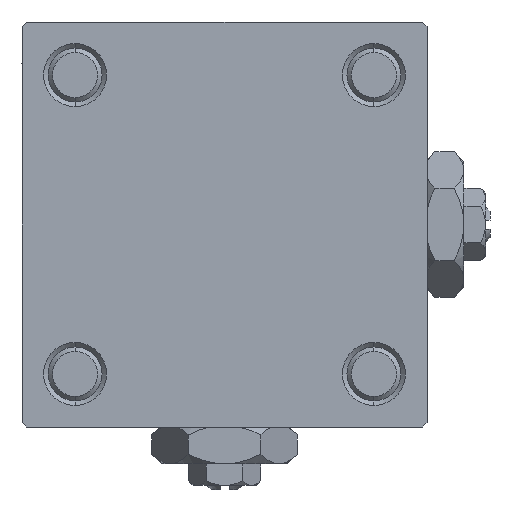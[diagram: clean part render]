
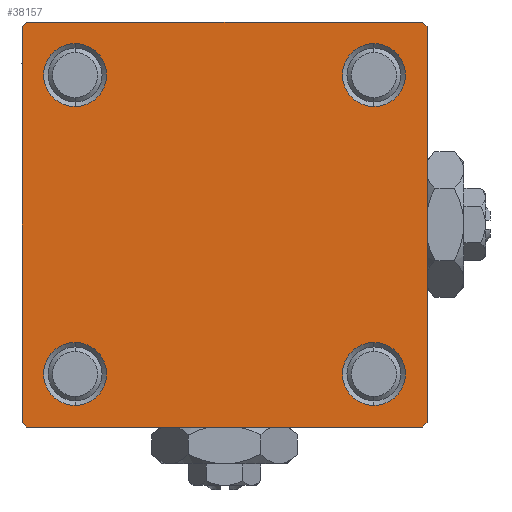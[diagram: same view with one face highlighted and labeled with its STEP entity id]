
A CAD part, left-side view. The second image highlights one B-rep face of the part: STEP entity #38157.
In plain terms, the highlighted planar face has unit normal (-1, 0, 0).
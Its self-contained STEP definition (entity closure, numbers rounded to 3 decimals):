
#16 = CARTESIAN_POINT ( 'NONE',  ( 0., -22., 22.5 ) ) ;
#72 = LINE ( 'NONE', #36552, #29389 ) ;
#180 = DIRECTION ( 'NONE',  ( -1., 0., 0. ) ) ;
#210 = CIRCLE ( 'NONE', #36505, 3.5 ) ;
#632 = AXIS2_PLACEMENT_3D ( 'NONE', #29166, #45324, #45065 ) ;
#1038 = EDGE_LOOP ( 'NONE', ( #8606, #38914, #38726, #8585, #18859, #50607, #6796, #32899 ) ) ;
#1085 = EDGE_CURVE ( 'NONE', #46774, #8761, #7137, .T. ) ;
#1416 = AXIS2_PLACEMENT_3D ( 'NONE', #16037, #180, #44857 ) ;
#1659 = CARTESIAN_POINT ( 'NONE',  ( 0., -16.6, -13.1 ) ) ;
#2107 = EDGE_CURVE ( 'NONE', #28341, #45629, #43638, .T. ) ;
#2925 = CARTESIAN_POINT ( 'NONE',  ( 0., -22.25, -22.25 ) ) ;
#3137 = VERTEX_POINT ( 'NONE', #7156 ) ;
#3506 = DIRECTION ( 'NONE',  ( 0., 0., -1. ) ) ;
#3515 = DIRECTION ( 'NONE',  ( 0., 0., 1. ) ) ;
#3835 = DIRECTION ( 'NONE',  ( 1., 0., 0. ) ) ;
#3878 = FACE_BOUND ( 'NONE', #20753, .T. ) ;
#4080 = CIRCLE ( 'NONE', #31934, 3.5 ) ;
#4141 = VERTEX_POINT ( 'NONE', #38188 ) ;
#4579 = CARTESIAN_POINT ( 'NONE',  ( 0., -22., -22.5 ) ) ;
#5550 = CARTESIAN_POINT ( 'NONE',  ( 0., -16.6, -20.1 ) ) ;
#6304 = ORIENTED_EDGE ( 'NONE', *, *, #49009, .T. ) ;
#6639 = EDGE_CURVE ( 'NONE', #3137, #48517, #42843, .T. ) ;
#6674 = CARTESIAN_POINT ( 'NONE',  ( 0., -22.25, 22.25 ) ) ;
#6796 = ORIENTED_EDGE ( 'NONE', *, *, #7475, .F. ) ;
#7137 = LINE ( 'NONE', #22988, #45287 ) ;
#7156 = CARTESIAN_POINT ( 'NONE',  ( 0., 16.6, 13.1 ) ) ;
#7475 = EDGE_CURVE ( 'NONE', #4141, #12046, #20356, .T. ) ;
#8369 = FACE_OUTER_BOUND ( 'NONE', #1038, .T. ) ;
#8585 = ORIENTED_EDGE ( 'NONE', *, *, #2107, .T. ) ;
#8606 = ORIENTED_EDGE ( 'NONE', *, *, #13146, .T. ) ;
#8761 = VERTEX_POINT ( 'NONE', #32342 ) ;
#9301 = DIRECTION ( 'NONE',  ( 0., 0., 1. ) ) ;
#9397 = VERTEX_POINT ( 'NONE', #45180 ) ;
#10382 = DIRECTION ( 'NONE',  ( 0., 0.707, 0.707 ) ) ;
#10872 = EDGE_CURVE ( 'NONE', #26676, #36715, #52131, .T. ) ;
#11453 = LINE ( 'NONE', #39743, #49790 ) ;
#11517 = CARTESIAN_POINT ( 'NONE',  ( 0., 16.6, -20.1 ) ) ;
#11580 = LINE ( 'NONE', #22938, #28000 ) ;
#11896 = CARTESIAN_POINT ( 'NONE',  ( 0., -16.6, 16.6 ) ) ;
#12046 = VERTEX_POINT ( 'NONE', #16 ) ;
#12296 = CARTESIAN_POINT ( 'NONE',  ( 0., 16.6, 16.6 ) ) ;
#13146 = EDGE_CURVE ( 'NONE', #51737, #46774, #72, .T. ) ;
#13255 = EDGE_CURVE ( 'NONE', #9397, #33264, #4080, .T. ) ;
#13886 = CARTESIAN_POINT ( 'NONE',  ( 0., 16.6, -16.6 ) ) ;
#13949 = CIRCLE ( 'NONE', #41787, 3.5 ) ;
#14051 = VERTEX_POINT ( 'NONE', #45223 ) ;
#14541 = CARTESIAN_POINT ( 'NONE',  ( 0., 22.5, -22. ) ) ;
#15781 = VECTOR ( 'NONE', #39671, 1000. ) ;
#16037 = CARTESIAN_POINT ( 'NONE',  ( 0., 0., 0. ) ) ;
#16456 = EDGE_CURVE ( 'NONE', #14051, #45629, #11453, .T. ) ;
#16645 = AXIS2_PLACEMENT_3D ( 'NONE', #34994, #35511, #3515 ) ;
#17103 = CIRCLE ( 'NONE', #50883, 3.5 ) ;
#17231 = CARTESIAN_POINT ( 'NONE',  ( 0., -16.6, 16.6 ) ) ;
#18103 = EDGE_CURVE ( 'NONE', #48517, #3137, #52276, .T. ) ;
#18859 = ORIENTED_EDGE ( 'NONE', *, *, #16456, .F. ) ;
#19430 = DIRECTION ( 'NONE',  ( 0., 0., 1. ) ) ;
#19995 = FACE_BOUND ( 'NONE', #44991, .T. ) ;
#20356 = LINE ( 'NONE', #36501, #28506 ) ;
#20490 = DIRECTION ( 'NONE',  ( 1., 0., 0. ) ) ;
#20747 = CARTESIAN_POINT ( 'NONE',  ( 0., -16.6, -16.6 ) ) ;
#20753 = EDGE_LOOP ( 'NONE', ( #22936, #42099 ) ) ;
#22936 = ORIENTED_EDGE ( 'NONE', *, *, #13255, .T. ) ;
#22938 = CARTESIAN_POINT ( 'NONE',  ( 0., 22.5, -22.5 ) ) ;
#22988 = CARTESIAN_POINT ( 'NONE',  ( 0., 22.25, -22.25 ) ) ;
#23092 = AXIS2_PLACEMENT_3D ( 'NONE', #11896, #43898, #40904 ) ;
#24057 = VECTOR ( 'NONE', #48789, 1000. ) ;
#24473 = PLANE ( 'NONE',  #1416 ) ;
#24836 = DIRECTION ( 'NONE',  ( 0., -1., 0. ) ) ;
#25346 = AXIS2_PLACEMENT_3D ( 'NONE', #12296, #3835, #19430 ) ;
#26537 = DIRECTION ( 'NONE',  ( 1., 0., 0. ) ) ;
#26556 = ORIENTED_EDGE ( 'NONE', *, *, #35360, .T. ) ;
#26676 = VERTEX_POINT ( 'NONE', #5550 ) ;
#26775 = EDGE_LOOP ( 'NONE', ( #45018, #46957 ) ) ;
#28000 = VECTOR ( 'NONE', #35111, 1000. ) ;
#28341 = VERTEX_POINT ( 'NONE', #4579 ) ;
#28446 = FACE_BOUND ( 'NONE', #52022, .T. ) ;
#28506 = VECTOR ( 'NONE', #24836, 1000. ) ;
#28574 = EDGE_CURVE ( 'NONE', #14051, #12046, #50823, .T. ) ;
#28676 = DIRECTION ( 'NONE',  ( 0., 0., 1. ) ) ;
#29166 = CARTESIAN_POINT ( 'NONE',  ( 0., 16.6, 16.6 ) ) ;
#29184 = DIRECTION ( 'NONE',  ( 0., 0., 1. ) ) ;
#29389 = VECTOR ( 'NONE', #48454, 1000. ) ;
#29807 = VECTOR ( 'NONE', #10382, 1000. ) ;
#31176 = DIRECTION ( 'NONE',  ( 0., -0.707, -0.707 ) ) ;
#31934 = AXIS2_PLACEMENT_3D ( 'NONE', #17231, #45536, #9301 ) ;
#32291 = EDGE_CURVE ( 'NONE', #33264, #9397, #36609, .T. ) ;
#32316 = ORIENTED_EDGE ( 'NONE', *, *, #45562, .T. ) ;
#32342 = CARTESIAN_POINT ( 'NONE',  ( 0., 22., -22.5 ) ) ;
#32657 = LINE ( 'NONE', #44061, #24057 ) ;
#32899 = ORIENTED_EDGE ( 'NONE', *, *, #36343, .T. ) ;
#33264 = VERTEX_POINT ( 'NONE', #42804 ) ;
#34994 = CARTESIAN_POINT ( 'NONE',  ( 0., -16.6, -16.6 ) ) ;
#35111 = DIRECTION ( 'NONE',  ( 0., -1., 0. ) ) ;
#35360 = EDGE_CURVE ( 'NONE', #50947, #40035, #13949, .T. ) ;
#35511 = DIRECTION ( 'NONE',  ( 1., 0., 0. ) ) ;
#36320 = CARTESIAN_POINT ( 'NONE',  ( 0., 22.5, 22. ) ) ;
#36343 = EDGE_CURVE ( 'NONE', #4141, #51737, #32657, .T. ) ;
#36501 = CARTESIAN_POINT ( 'NONE',  ( 0., 22.5, 22.5 ) ) ;
#36505 = AXIS2_PLACEMENT_3D ( 'NONE', #20747, #20490, #28676 ) ;
#36552 = CARTESIAN_POINT ( 'NONE',  ( 0., 22.5, 22.5 ) ) ;
#36609 = CIRCLE ( 'NONE', #23092, 3.5 ) ;
#36715 = VERTEX_POINT ( 'NONE', #1659 ) ;
#38157 = ADVANCED_FACE ( 'NONE', ( #3878, #19995, #28446, #40630, #8369 ), #24473, .T. ) ;
#38188 = CARTESIAN_POINT ( 'NONE',  ( 0., 22., 22.5 ) ) ;
#38206 = DIRECTION ( 'NONE',  ( 0., 0., 1. ) ) ;
#38726 = ORIENTED_EDGE ( 'NONE', *, *, #47830, .T. ) ;
#38914 = ORIENTED_EDGE ( 'NONE', *, *, #1085, .T. ) ;
#39671 = DIRECTION ( 'NONE',  ( 0., -0.707, 0.707 ) ) ;
#39743 = CARTESIAN_POINT ( 'NONE',  ( 0., -22.5, 22.5 ) ) ;
#40035 = VERTEX_POINT ( 'NONE', #11517 ) ;
#40044 = CARTESIAN_POINT ( 'NONE',  ( 0., 16.6, -13.1 ) ) ;
#40630 = FACE_BOUND ( 'NONE', #26775, .T. ) ;
#40904 = DIRECTION ( 'NONE',  ( 0., 0., 1. ) ) ;
#41119 = DIRECTION ( 'NONE',  ( 1., 0., 0. ) ) ;
#41647 = CARTESIAN_POINT ( 'NONE',  ( 0., -22.5, -22. ) ) ;
#41787 = AXIS2_PLACEMENT_3D ( 'NONE', #13886, #41119, #29184 ) ;
#42099 = ORIENTED_EDGE ( 'NONE', *, *, #32291, .T. ) ;
#42436 = CARTESIAN_POINT ( 'NONE',  ( 0., 16.6, -16.6 ) ) ;
#42804 = CARTESIAN_POINT ( 'NONE',  ( 0., -16.6, 13.1 ) ) ;
#42843 = CIRCLE ( 'NONE', #632, 3.5 ) ;
#43638 = LINE ( 'NONE', #2925, #15781 ) ;
#43898 = DIRECTION ( 'NONE',  ( 1., 0., 0. ) ) ;
#44061 = CARTESIAN_POINT ( 'NONE',  ( 0., 22.25, 22.25 ) ) ;
#44857 = DIRECTION ( 'NONE',  ( 0., 0., 1. ) ) ;
#44991 = EDGE_LOOP ( 'NONE', ( #32316, #48776 ) ) ;
#45018 = ORIENTED_EDGE ( 'NONE', *, *, #18103, .T. ) ;
#45065 = DIRECTION ( 'NONE',  ( 0., 0., 1. ) ) ;
#45180 = CARTESIAN_POINT ( 'NONE',  ( 0., -16.6, 20.1 ) ) ;
#45223 = CARTESIAN_POINT ( 'NONE',  ( 0., -22.5, 22. ) ) ;
#45287 = VECTOR ( 'NONE', #31176, 1000. ) ;
#45324 = DIRECTION ( 'NONE',  ( 1., 0., 0. ) ) ;
#45536 = DIRECTION ( 'NONE',  ( 1., 0., 0. ) ) ;
#45562 = EDGE_CURVE ( 'NONE', #36715, #26676, #210, .T. ) ;
#45629 = VERTEX_POINT ( 'NONE', #41647 ) ;
#46774 = VERTEX_POINT ( 'NONE', #14541 ) ;
#46957 = ORIENTED_EDGE ( 'NONE', *, *, #6639, .T. ) ;
#47830 = EDGE_CURVE ( 'NONE', #8761, #28341, #11580, .T. ) ;
#48454 = DIRECTION ( 'NONE',  ( 0., 0., -1. ) ) ;
#48517 = VERTEX_POINT ( 'NONE', #50841 ) ;
#48776 = ORIENTED_EDGE ( 'NONE', *, *, #10872, .T. ) ;
#48789 = DIRECTION ( 'NONE',  ( 0., 0.707, -0.707 ) ) ;
#49009 = EDGE_CURVE ( 'NONE', #40035, #50947, #17103, .T. ) ;
#49790 = VECTOR ( 'NONE', #3506, 1000. ) ;
#50607 = ORIENTED_EDGE ( 'NONE', *, *, #28574, .T. ) ;
#50823 = LINE ( 'NONE', #6674, #29807 ) ;
#50841 = CARTESIAN_POINT ( 'NONE',  ( 0., 16.6, 20.1 ) ) ;
#50883 = AXIS2_PLACEMENT_3D ( 'NONE', #42436, #26537, #38206 ) ;
#50947 = VERTEX_POINT ( 'NONE', #40044 ) ;
#51737 = VERTEX_POINT ( 'NONE', #36320 ) ;
#52022 = EDGE_LOOP ( 'NONE', ( #26556, #6304 ) ) ;
#52131 = CIRCLE ( 'NONE', #16645, 3.5 ) ;
#52276 = CIRCLE ( 'NONE', #25346, 3.5 ) ;
